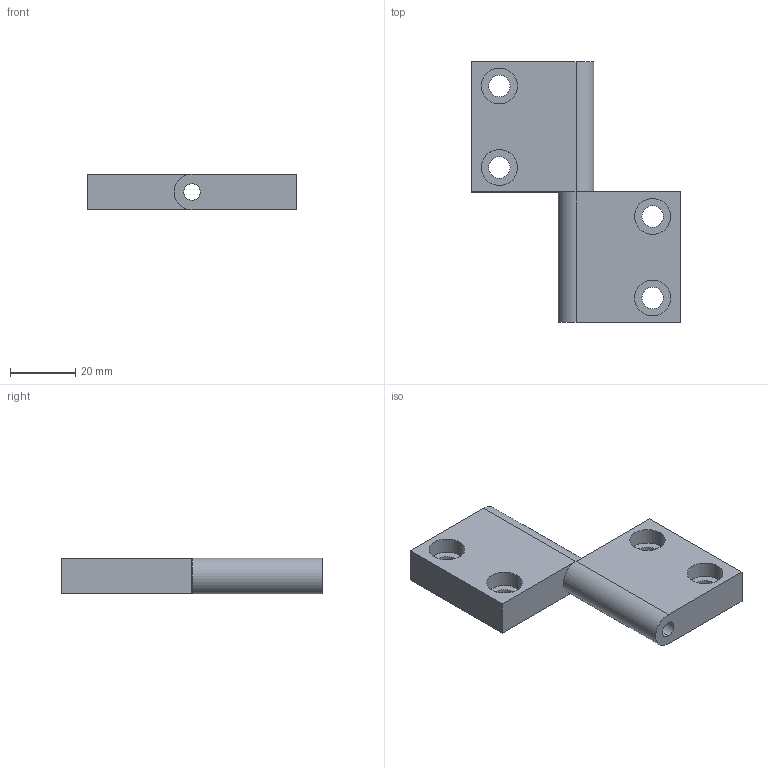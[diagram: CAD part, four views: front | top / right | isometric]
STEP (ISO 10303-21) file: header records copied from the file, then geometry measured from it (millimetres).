
FILE_DESCRIPTION (( 'STEP AP203' ), '1' );
FILE_NAME ('084.502.003.STEP', '2013-01-28T10:03:06', ( 'Alusic' ), ( 'Alusic' ), 'SwSTEP 2.0', 'SolidWorks 2011', '' );
FILE_SCHEMA (( 'CONFIG_CONTROL_DESIGN' ));
Length unit declared in the file: millimetre
Products named in the file (2): 084.502.003; 084.502.000 ALETTE_ALETTA 2
Assembly tree (2 placements, depth 2):
  084.502.003
    084.502.000 ALETTE_ALETTA 2  x2
Bounding box: 64 x 80 x 11 mm (x, y, z)
Volume: 27668.8 mm3; surface area: 11073.5 mm2
Topology: 2 solids, 2 shells, 36 faces, 84 edges, 56 vertices
Faces by surface type: cylinder 22, plane 14
Entity records: 768 total; most frequent: DIRECTION 110, CARTESIAN_POINT 93, ORIENTED_EDGE 84, AXIS2_PLACEMENT_3D 45, EDGE_CURVE 42, VERTEX_POINT 28, EDGE_LOOP 26, CIRCLE 22
